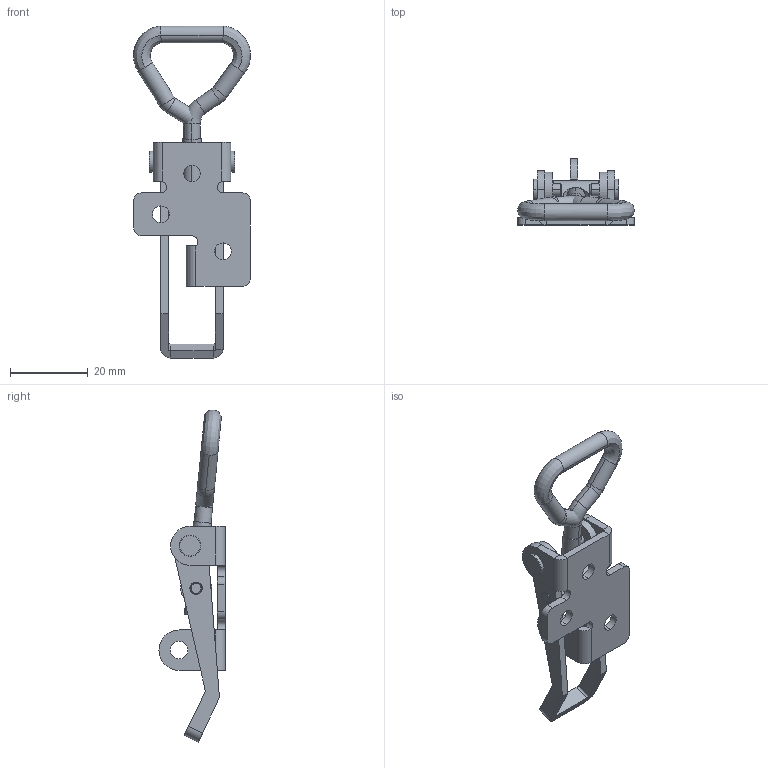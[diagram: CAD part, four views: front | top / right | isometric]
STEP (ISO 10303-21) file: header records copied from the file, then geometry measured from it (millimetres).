
FILE_DESCRIPTION (( 'STEP AP214' ), '1' );
FILE_NAME ('52015 - 701 LB ZP.STEP', '2017-01-25T12:26:09', ( '' ), ( '' ), 'SwSTEP 2.0', 'SolidWorks 2015', '' );
FILE_SCHEMA (( 'AUTOMOTIVE_DESIGN' ));
Length unit declared in the file: millimetre
Products named in the file (6): 701 - Skruvögla; 701 - Mid Cylinder; 701 - Ansatsnit; 701 - Bygel; 701 - LB; 52015 - 701 LB ZP
Assembly tree (6 placements, depth 2):
  52015 - 701 LB ZP
    701 - LB
    701 - Bygel
    701 - Ansatsnit  x2
    701 - Mid Cylinder
    701 - Skruvögla
Bounding box: 30.06 x 17 x 85.28 mm (x, y, z)
Volume: 5613.4 mm3; surface area: 6773.9 mm2
Topology: 6 solids, 6 shells, 167 faces, 378 edges, 230 vertices
Faces by surface type: cylinder 77, plane 62, cone 12, torus 10, bspline 6
Entity records: 5214 total; most frequent: CARTESIAN_POINT 1368, DIRECTION 814, ORIENTED_EDGE 704, EDGE_CURVE 352, AXIS2_PLACEMENT_3D 320, VERTEX_POINT 214, EDGE_LOOP 180, VECTOR 174
